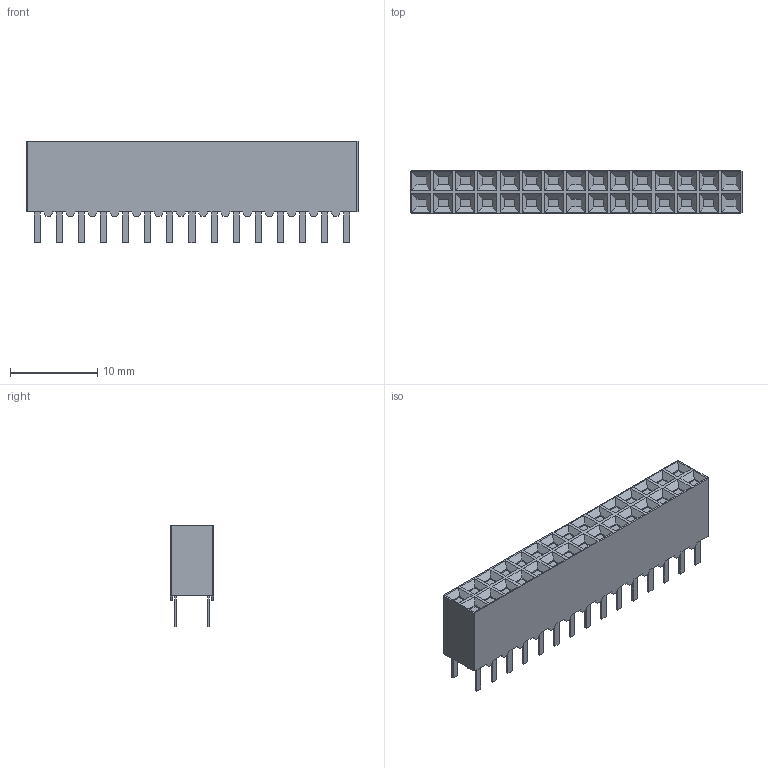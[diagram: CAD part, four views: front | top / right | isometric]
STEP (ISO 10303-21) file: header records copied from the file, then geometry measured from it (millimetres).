
FILE_DESCRIPTION((''),'2;1');
FILE_NAME('C-6-534236-5','2017-07-04T',('workeradm'),('Tyco Electronics Ltd.'),'CREO PARAMETRIC BY PTC INC, 2016050','CREO PARAMETRIC BY PTC INC, 2016050','');
FILE_SCHEMA(('AUTOMOTIVE_DESIGN { 1 0 10303 214 1 1 1 1 }'));
Length unit declared in the file: millimetre
Products named in the file (1): C-6-534236-5
Bounding box: 38.1 x 5.03 x 11.68 mm (x, y, z)
Volume: 1519.1 mm3; surface area: 1378.3 mm2
Topology: 1 solids, 1 shells, 546 faces, 1332 edges, 848 vertices
Faces by surface type: plane 546
Entity records: 15560 total; most frequent: CARTESIAN_POINT 2728, ORIENTED_EDGE 2664, DIRECTION 2424, VECTOR 1332, LINE 1332, EDGE_CURVE 1332, VERTEX_POINT 848, EDGE_LOOP 606
